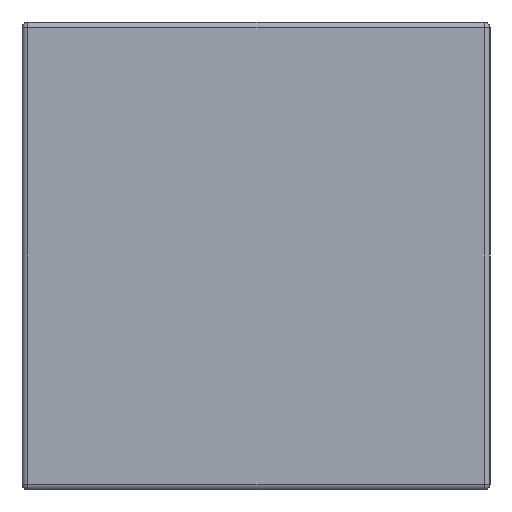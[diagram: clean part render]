
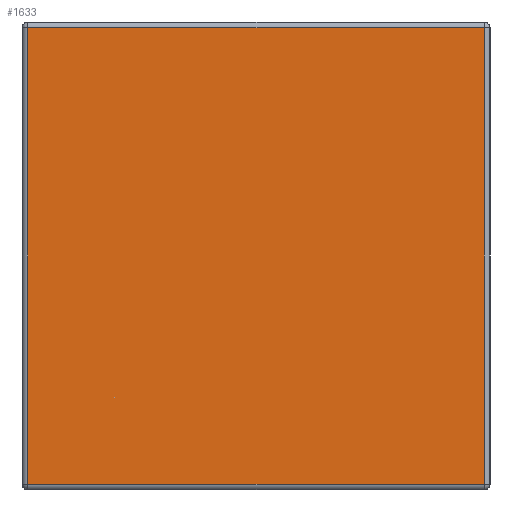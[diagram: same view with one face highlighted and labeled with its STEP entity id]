
A CAD part, left-side view. The second image highlights one B-rep face of the part: STEP entity #1633.
In plain terms, the highlighted planar face has unit normal (-1, 0, 0).
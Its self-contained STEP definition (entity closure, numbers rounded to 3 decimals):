
#65 = DIRECTION ( 'NONE',  ( 1., 0., 0. ) ) ;
#87 = ORIENTED_EDGE ( 'NONE', *, *, #1419, .T. ) ;
#92 = DIRECTION ( 'NONE',  ( 0., 0., -1. ) ) ;
#155 = VERTEX_POINT ( 'NONE', #831 ) ;
#188 = LINE ( 'NONE', #719, #344 ) ;
#200 = DIRECTION ( 'NONE',  ( 0., 1., 0. ) ) ;
#214 = LINE ( 'NONE', #325, #1304 ) ;
#251 = EDGE_CURVE ( 'NONE', #155, #365, #188, .T. ) ;
#278 = ORIENTED_EDGE ( 'NONE', *, *, #251, .T. ) ;
#317 = AXIS2_PLACEMENT_3D ( 'NONE', #1232, #65, #744 ) ;
#325 = CARTESIAN_POINT ( 'NONE',  ( -0.8, 0.39, -0.4 ) ) ;
#344 = VECTOR ( 'NONE', #712, 1000. ) ;
#365 = VERTEX_POINT ( 'NONE', #1683 ) ;
#379 = EDGE_CURVE ( 'NONE', #1454, #155, #1558, .T. ) ;
#487 = ORIENTED_EDGE ( 'NONE', *, *, #379, .T. ) ;
#498 = DIRECTION ( 'NONE',  ( 0., -1., 0. ) ) ;
#670 = FACE_OUTER_BOUND ( 'NONE', #1314, .T. ) ;
#712 = DIRECTION ( 'NONE',  ( 0., 0., 1. ) ) ;
#719 = CARTESIAN_POINT ( 'NONE',  ( -0.8, -0.39, -0.4 ) ) ;
#744 = DIRECTION ( 'NONE',  ( 0., 0., -1. ) ) ;
#748 = LINE ( 'NONE', #1500, #1190 ) ;
#770 = CARTESIAN_POINT ( 'NONE',  ( -0.8, 0.39, 0.39 ) ) ;
#793 = CARTESIAN_POINT ( 'NONE',  ( -0.8, 0.4, -0.39 ) ) ;
#831 = CARTESIAN_POINT ( 'NONE',  ( -0.8, -0.39, -0.39 ) ) ;
#1190 = VECTOR ( 'NONE', #200, 1000. ) ;
#1209 = ORIENTED_EDGE ( 'NONE', *, *, #1284, .T. ) ;
#1232 = CARTESIAN_POINT ( 'NONE',  ( -0.8, 0.4, -0.4 ) ) ;
#1284 = EDGE_CURVE ( 'NONE', #365, #1468, #748, .T. ) ;
#1298 = CARTESIAN_POINT ( 'NONE',  ( -0.8, 0.39, -0.39 ) ) ;
#1304 = VECTOR ( 'NONE', #92, 1000. ) ;
#1314 = EDGE_LOOP ( 'NONE', ( #487, #278, #1209, #87 ) ) ;
#1419 = EDGE_CURVE ( 'NONE', #1468, #1454, #214, .T. ) ;
#1454 = VERTEX_POINT ( 'NONE', #1298 ) ;
#1461 = VECTOR ( 'NONE', #498, 1000. ) ;
#1468 = VERTEX_POINT ( 'NONE', #770 ) ;
#1486 = PLANE ( 'NONE',  #317 ) ;
#1500 = CARTESIAN_POINT ( 'NONE',  ( -0.8, 0.4, 0.39 ) ) ;
#1558 = LINE ( 'NONE', #793, #1461 ) ;
#1633 = ADVANCED_FACE ( 'NONE', ( #670 ), #1486, .F. ) ;
#1683 = CARTESIAN_POINT ( 'NONE',  ( -0.8, -0.39, 0.39 ) ) ;
